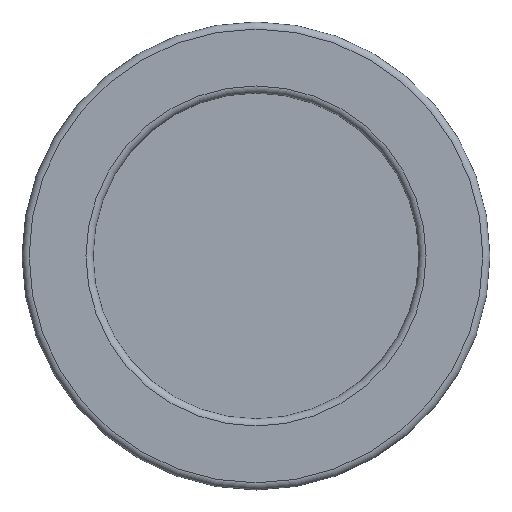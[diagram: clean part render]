
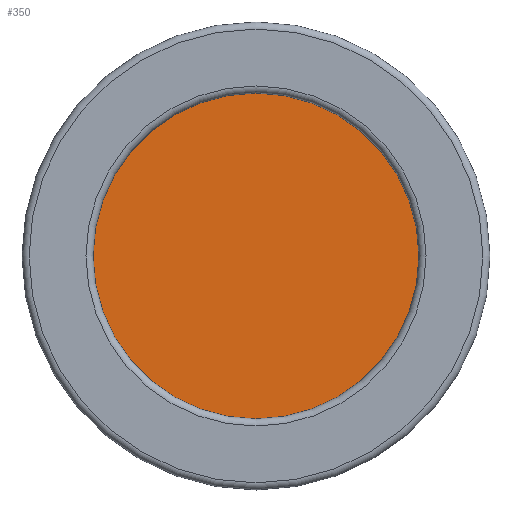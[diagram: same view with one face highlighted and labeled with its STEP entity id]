
A CAD part, top view. The second image highlights one B-rep face of the part: STEP entity #350.
In plain terms, the highlighted planar face has unit normal (0, 0, 1).
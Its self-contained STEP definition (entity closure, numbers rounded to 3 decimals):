
#27=PLANE('',#433);
#68=FACE_OUTER_BOUND('',#94,.T.);
#94=EDGE_LOOP('',(#323,#324));
#107=CIRCLE('',#388,15.6);
#108=CIRCLE('',#389,15.6);
#149=VERTEX_POINT('',#599);
#150=VERTEX_POINT('',#600);
#190=EDGE_CURVE('',#149,#150,#107,.T.);
#191=EDGE_CURVE('',#150,#149,#108,.T.);
#323=ORIENTED_EDGE('',*,*,#190,.T.);
#324=ORIENTED_EDGE('',*,*,#191,.T.);
#350=ADVANCED_FACE('',(#68),#27,.T.);
#388=AXIS2_PLACEMENT_3D('',#601,#471,#472);
#389=AXIS2_PLACEMENT_3D('',#602,#473,#474);
#433=AXIS2_PLACEMENT_3D('',#677,#566,#567);
#471=DIRECTION('center_axis',(0.,0.,1.));
#472=DIRECTION('ref_axis',(-1.,0.,0.));
#473=DIRECTION('center_axis',(0.,0.,1.));
#474=DIRECTION('ref_axis',(-1.,0.,0.));
#566=DIRECTION('center_axis',(0.,0.,1.));
#567=DIRECTION('ref_axis',(1.,0.,0.));
#599=CARTESIAN_POINT('',(-15.6,0.,1.35));
#600=CARTESIAN_POINT('',(15.6,0.,1.35));
#601=CARTESIAN_POINT('Origin',(0.,0.,1.35));
#602=CARTESIAN_POINT('Origin',(0.,0.,1.35));
#677=CARTESIAN_POINT('Origin',(-16.15,0.,1.35));
